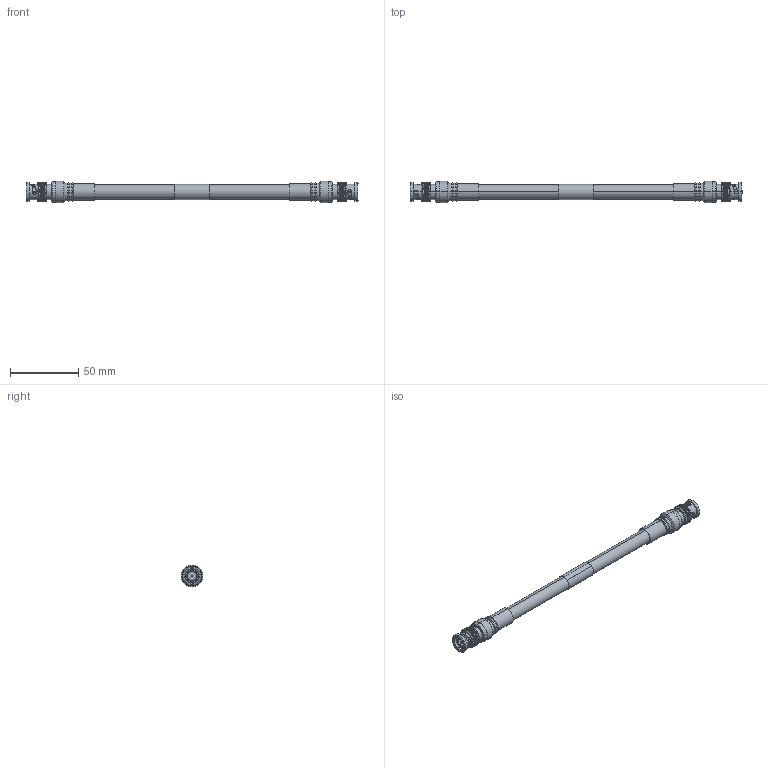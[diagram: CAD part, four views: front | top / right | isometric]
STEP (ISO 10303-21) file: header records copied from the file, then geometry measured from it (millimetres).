
FILE_DESCRIPTION (( 'STEP AP214' ), '1' );
FILE_NAME ('FMCA100022_3D.step', '2024-06-17T20:55:55', ( '' ), ( '' ), 'SwSTEP 2.0', 'SolidWorks 2022', '' );
FILE_SCHEMA (( 'AUTOMOTIVE_DESIGN' ));
Length unit declared in the file: inch
Products named in the file (4): LMR-400-75; TC-400-BM-75-X_PE; 1AW01-003_.431" ID; FMCA100022_3D
Assembly tree (4 placements, depth 2):
  FMCA100022_3D
    LMR-400-75
    TC-400-BM-75-X_PE  x2
    1AW01-003_.431" ID
Bounding box: 243.36 x 15.95 x 15.95 mm (x, y, z)
Volume: 22909 mm3; surface area: 15682.5 mm2
Topology: 6 solids, 6 shells, 898 faces, 2504 edges, 1642 vertices
Faces by surface type: plane 536, cylinder 246, cone 74, torus 42
Entity records: 15391 total; most frequent: CARTESIAN_POINT 4210, ORIENTED_EDGE 2522, DIRECTION 2028, EDGE_CURVE 1261, VERTEX_POINT 827, AXIS2_PLACEMENT_3D 793, EDGE_LOOP 474, B_SPLINE_CURVE_WITH_KNOTS 467
